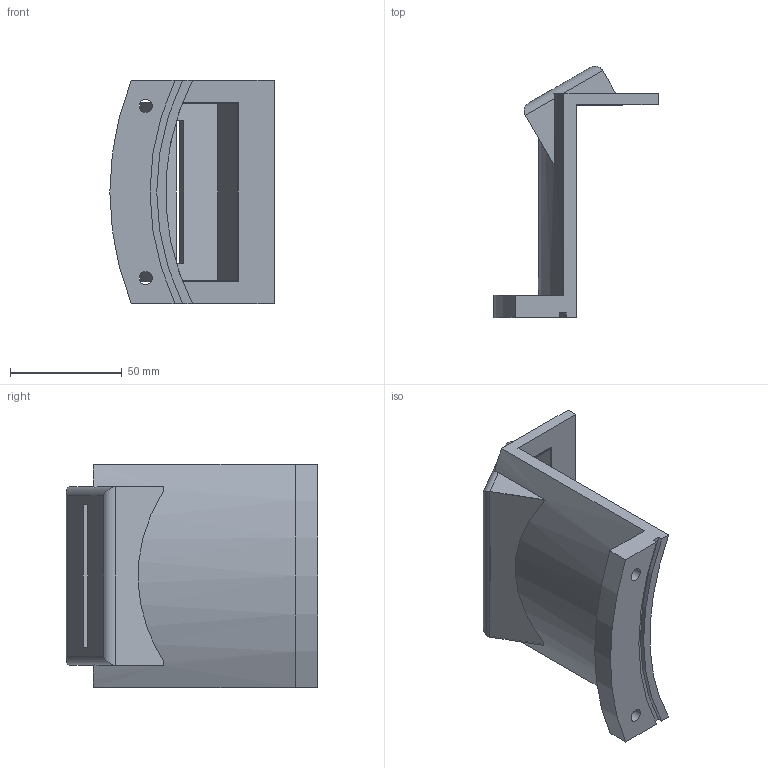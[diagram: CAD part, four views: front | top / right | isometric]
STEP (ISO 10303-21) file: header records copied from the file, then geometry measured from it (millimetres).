
FILE_DESCRIPTION(/* description */ (''),/* implementation_level */ '2;1');
FILE_NAME(/* name */ 'Light Box Testing.stp',/* time_stamp */ '2026-01-06T16:50:29-05:00',/* author */ ('User'),/* organization */ (''),/* preprocessor_version */ 'ST-DEVELOPER v20.1',/* originating_system */ 'Autodesk Inventor 2026',/* authorisation */ '');
FILE_SCHEMA (('AUTOMOTIVE_DESIGN { 1 0 10303 214 3 1 1 }'));
Length unit declared in the file: millimetre
Products named in the file (1): Light Box Testing
Bounding box: 73.64 x 112.64 x 100 mm (x, y, z)
Volume: 83932.4 mm3; surface area: 42896.8 mm2
Topology: 1 solids, 1 shells, 46 faces, 122 edges, 80 vertices
Faces by surface type: plane 33, cylinder 13
Full cylindrical faces by diameter (mm): 5.9 x2, 10.2 x2
Entity records: 1487 total; most frequent: CARTESIAN_POINT 259, DIRECTION 246, ORIENTED_EDGE 244, EDGE_CURVE 122, LINE 88, VECTOR 88, VERTEX_POINT 80, AXIS2_PLACEMENT_3D 79
